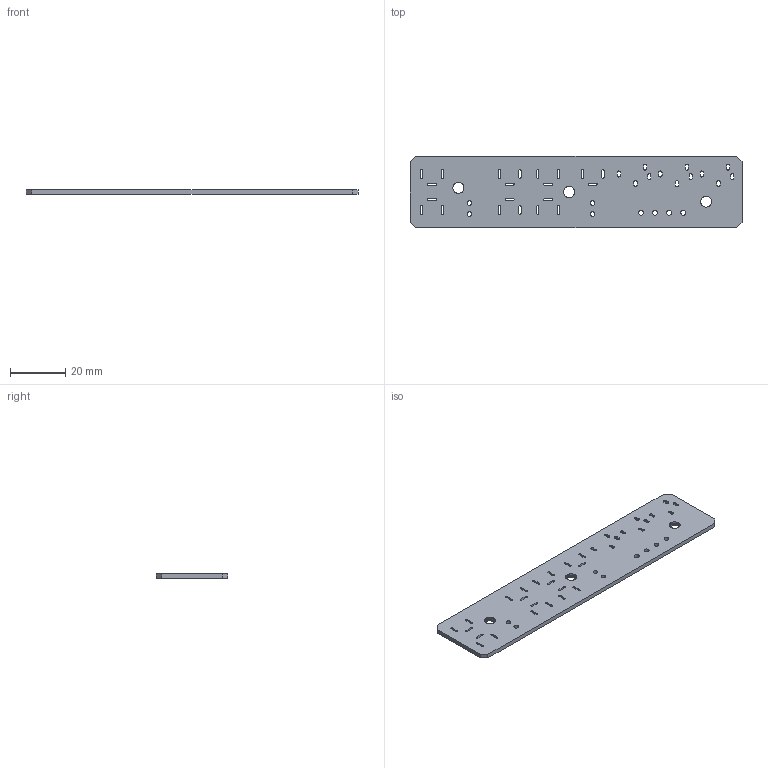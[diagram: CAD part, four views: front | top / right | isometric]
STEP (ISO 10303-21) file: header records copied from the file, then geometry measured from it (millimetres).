
FILE_DESCRIPTION(('KiCad electronic assembly'),'2;1');
FILE_NAME('Astro-power.step','2023-04-09T09:43:39',('Pcbnew'),('Kicad'), 'Open CASCADE STEP processor 7.6','KiCad to STEP converter','Unknown' );
FILE_SCHEMA(('AUTOMOTIVE_DESIGN { 1 0 10303 214 1 1 1 1 }'));
Length unit declared in the file: millimetre
Products named in the file (2): Astro-power 1; PCB
Assembly tree (1 placements, depth 2):
  Astro-power 1
    PCB
Bounding box: 120 x 26 x 1.58 mm (x, y, z)
Volume: 4705.7 mm3; surface area: 6895.4 mm2
Topology: 1 solids, 1 shells, 924 faces, 2766 edges, 1844 vertices
Faces by surface type: plane 916, cylinder 8
Full cylindrical faces by diameter (mm): 1.7 x4, 1.78 x4
Entity records: 66695 total; most frequent: CARTESIAN_POINT 11164, DIRECTION 10150, LINE 8266, VECTOR 8266, ORIENTED_EDGE 5532, PCURVE 5532, DEFINITIONAL_REPRESENTATION 5532, EDGE_CURVE 2766
